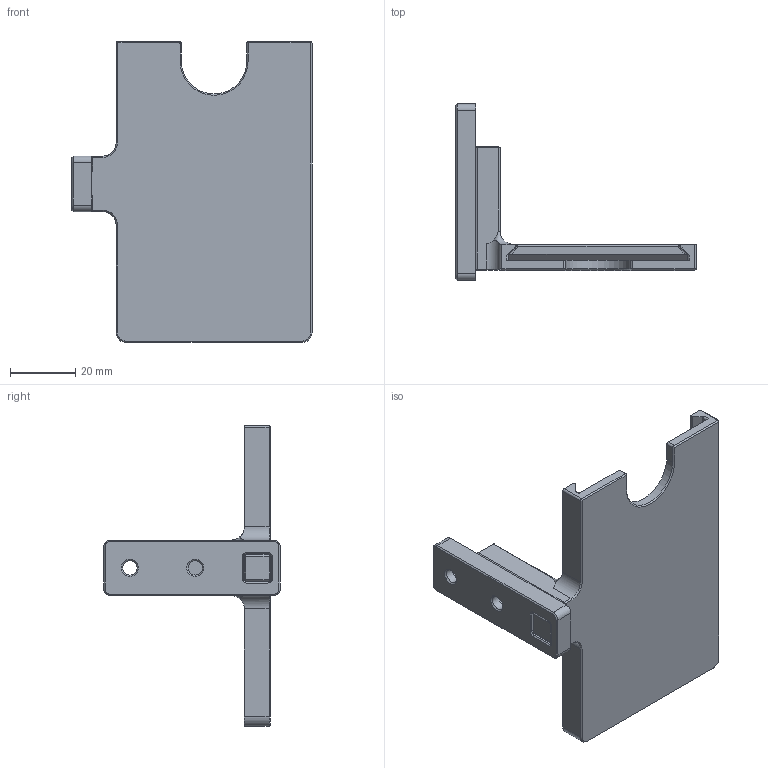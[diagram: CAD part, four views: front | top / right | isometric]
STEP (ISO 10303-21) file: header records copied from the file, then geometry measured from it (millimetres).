
FILE_DESCRIPTION(/* description */ (''),/* implementation_level */ '2;1');
FILE_NAME(/* name */ 'spuhr_dope_card_holder_magnetic.step',/* time_stamp */ '2022-10-29T17:56:46+13:00',/* author */ (''),/* organization */ (''),/* preprocessor_version */ 'ST-DEVELOPER v19.2',/* originating_system */ 'Autodesk Translation Framework v11.17.0.187',/* authorisation */ '');
FILE_SCHEMA (('AUTOMOTIVE_DESIGN { 1 0 10303 214 3 1 1 }'));
Length unit declared in the file: millimetre
Products named in the file (1): spuhr_magnetic_dope_holder
Bounding box: 73.5 x 54 x 92 mm (x, y, z)
Volume: 29227.2 mm3; surface area: 19387.6 mm2
Topology: 2 solids, 2 shells, 176 faces, 405 edges, 238 vertices
Faces by surface type: plane 77, cone 49, cylinder 42, bspline 4, torus 4
Full cylindrical faces by diameter (mm): 4.4 x2, 6 x4, 7.9 x3
Entity records: 5165 total; most frequent: CARTESIAN_POINT 1102, DIRECTION 878, ORIENTED_EDGE 806, EDGE_CURVE 403, AXIS2_PLACEMENT_3D 312, LINE 254, VECTOR 254, VERTEX_POINT 238
